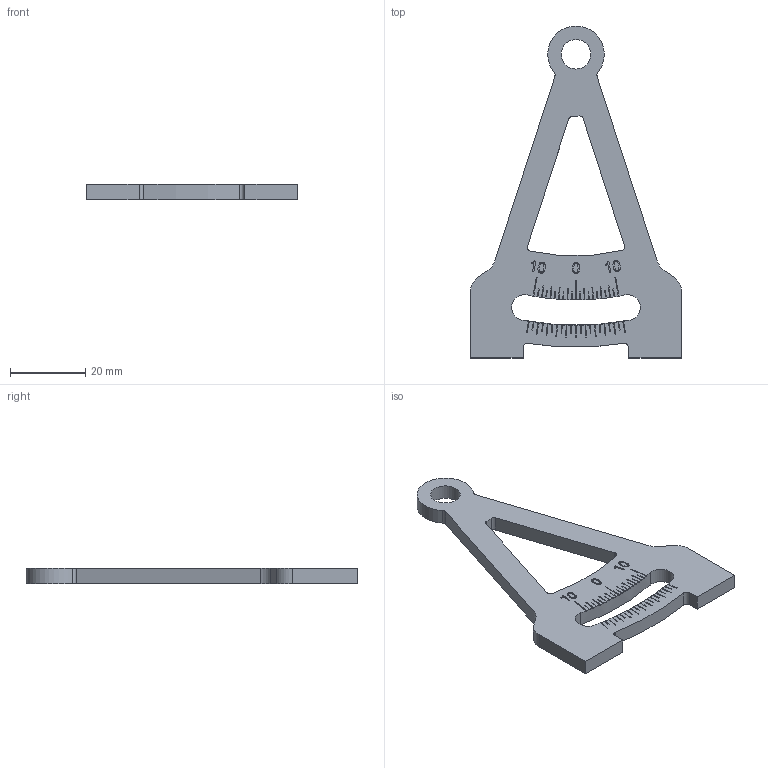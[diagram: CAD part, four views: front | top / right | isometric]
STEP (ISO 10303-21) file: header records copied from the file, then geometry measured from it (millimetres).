
FILE_DESCRIPTION(/* description */ ('Alibre Inc.'),/* implementation_level */ '2;1');
FILE_NAME(/* name */ 'export-75C192EC-C79D-47A5-A689-8693202377F9',/* time_stamp */ '2023-03-14T10:02:47+07:00',/* author */ (''),/* organization */ (''),/* preprocessor_version */ 'ST-DEVELOPER v17',/* originating_system */ 'Alibre',/* authorisation */ '');
FILE_SCHEMA (('CONFIG_CONTROL_DESIGN'));
Length unit declared in the file: millimetre
Bounding box: 56 x 88 x 4 mm (x, y, z)
Volume: 7883.1 mm3; surface area: 5854.7 mm2
Topology: 1 solids, 1 shells, 261 faces, 753 edges, 502 vertices
Faces by surface type: plane 200, bspline 40, cylinder 21
Full cylindrical faces by diameter (mm): 7.85 x1
Entity records: 7843 total; most frequent: CARTESIAN_POINT 1725, ORIENTED_EDGE 1504, DIRECTION 848, EDGE_CURVE 752, VECTOR 504, LINE 504, VERTEX_POINT 502, EDGE_LOOP 276
